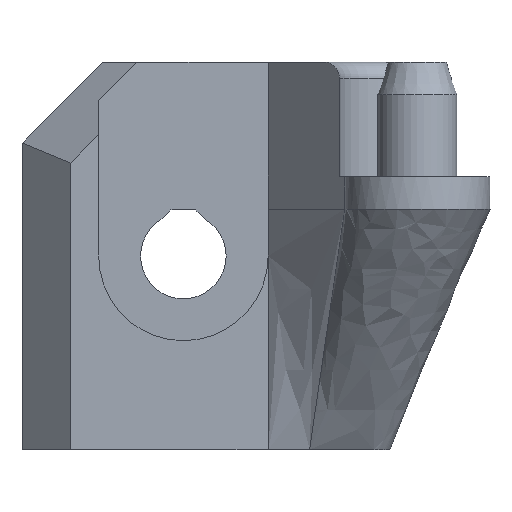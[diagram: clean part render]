
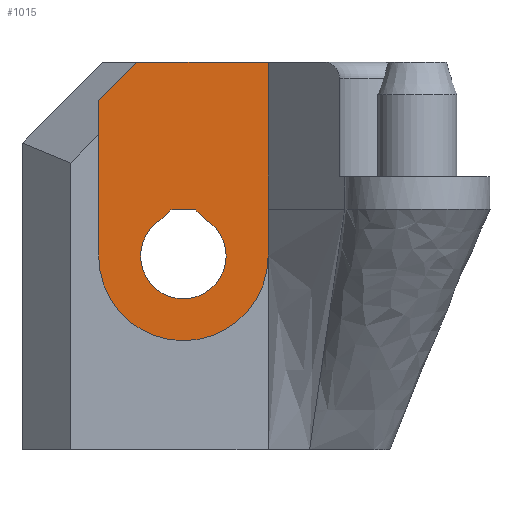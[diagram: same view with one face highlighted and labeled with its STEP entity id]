
A CAD part, left-side view. The second image highlights one B-rep face of the part: STEP entity #1015.
In plain terms, the highlighted planar face has unit normal (-1, 0, 0).
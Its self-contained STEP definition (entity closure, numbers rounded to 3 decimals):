
#18=FACE_BOUND('',#168,.T.);
#59=PLANE('',#1105);
#107=FACE_OUTER_BOUND('',#167,.T.);
#167=EDGE_LOOP('',(#859,#860,#861,#862,#863));
#168=EDGE_LOOP('',(#864,#865,#866,#867));
#258=LINE('',#1674,#369);
#266=LINE('',#1688,#377);
#277=LINE('',#1711,#388);
#280=LINE('',#1718,#391);
#281=LINE('',#1721,#392);
#282=LINE('',#1723,#393);
#283=LINE('',#1725,#394);
#369=VECTOR('',#1291,10.);
#377=VECTOR('',#1303,10.);
#388=VECTOR('',#1322,10.);
#391=VECTOR('',#1329,10.);
#392=VECTOR('',#1330,10.);
#393=VECTOR('',#1331,10.);
#394=VECTOR('',#1332,10.);
#430=CIRCLE('',#1106,5.25);
#431=CIRCLE('',#1107,2.65);
#506=VERTEX_POINT('',#1671);
#507=VERTEX_POINT('',#1673);
#511=VERTEX_POINT('',#1686);
#519=VERTEX_POINT('',#1710);
#521=VERTEX_POINT('',#1716);
#522=VERTEX_POINT('',#1719);
#523=VERTEX_POINT('',#1720);
#524=VERTEX_POINT('',#1722);
#525=VERTEX_POINT('',#1724);
#623=EDGE_CURVE('',#506,#507,#258,.T.);
#631=EDGE_CURVE('',#506,#511,#266,.T.);
#643=EDGE_CURVE('',#507,#519,#277,.T.);
#646=EDGE_CURVE('',#511,#521,#430,.T.);
#647=EDGE_CURVE('',#521,#519,#280,.T.);
#648=EDGE_CURVE('',#522,#523,#281,.T.);
#649=EDGE_CURVE('',#524,#522,#282,.T.);
#650=EDGE_CURVE('',#525,#524,#283,.T.);
#651=EDGE_CURVE('',#523,#525,#431,.T.);
#859=ORIENTED_EDGE('',*,*,#623,.F.);
#860=ORIENTED_EDGE('',*,*,#631,.T.);
#861=ORIENTED_EDGE('',*,*,#646,.T.);
#862=ORIENTED_EDGE('',*,*,#647,.T.);
#863=ORIENTED_EDGE('',*,*,#643,.F.);
#864=ORIENTED_EDGE('',*,*,#648,.F.);
#865=ORIENTED_EDGE('',*,*,#649,.F.);
#866=ORIENTED_EDGE('',*,*,#650,.F.);
#867=ORIENTED_EDGE('',*,*,#651,.F.);
#1015=ADVANCED_FACE('',(#107,#18),#59,.F.);
#1105=AXIS2_PLACEMENT_3D('',#1715,#1325,#1326);
#1106=AXIS2_PLACEMENT_3D('',#1717,#1327,#1328);
#1107=AXIS2_PLACEMENT_3D('',#1726,#1333,#1334);
#1291=DIRECTION('',(0.,-0.707,0.707));
#1303=DIRECTION('',(0.,0.,-1.));
#1322=DIRECTION('',(0.,-1.,0.));
#1325=DIRECTION('center_axis',(1.,0.,0.));
#1326=DIRECTION('ref_axis',(0.,0.,-1.));
#1327=DIRECTION('center_axis',(-1.,0.,0.));
#1328=DIRECTION('ref_axis',(0.,-1.,0.));
#1329=DIRECTION('',(0.,0.,1.));
#1330=DIRECTION('',(0.,0.707,-0.707));
#1331=DIRECTION('',(0.,1.,0.));
#1332=DIRECTION('',(0.,0.707,0.707));
#1333=DIRECTION('center_axis',(-1.,0.,0.));
#1334=DIRECTION('ref_axis',(0.,-1.,0.));
#1671=CARTESIAN_POINT('',(7.,19.75,4.629));
#1673=CARTESIAN_POINT('',(7.,17.379,7.));
#1674=CARTESIAN_POINT('',(7.,19.564,4.814));
#1686=CARTESIAN_POINT('',(7.,19.75,-5.));
#1688=CARTESIAN_POINT('',(7.,19.75,-3.313));
#1710=CARTESIAN_POINT('',(7.,9.25,7.));
#1711=CARTESIAN_POINT('',(7.,12.851,7.));
#1715=CARTESIAN_POINT('Origin',(7.,14.5,-1.625));
#1716=CARTESIAN_POINT('',(7.,9.25,-5.));
#1717=CARTESIAN_POINT('Origin',(7.,14.5,-5.));
#1718=CARTESIAN_POINT('',(7.,9.25,2.688));
#1719=CARTESIAN_POINT('',(7.,15.269,-2.149));
#1720=CARTESIAN_POINT('',(7.,15.825,-2.705));
#1721=CARTESIAN_POINT('',(7.,15.224,-2.104));
#1722=CARTESIAN_POINT('',(7.,13.731,-2.149));
#1723=CARTESIAN_POINT('',(7.,14.884,-2.149));
#1724=CARTESIAN_POINT('',(7.,13.175,-2.705));
#1725=CARTESIAN_POINT('',(7.,14.054,-1.826));
#1726=CARTESIAN_POINT('Origin',(7.,14.5,-5.));
